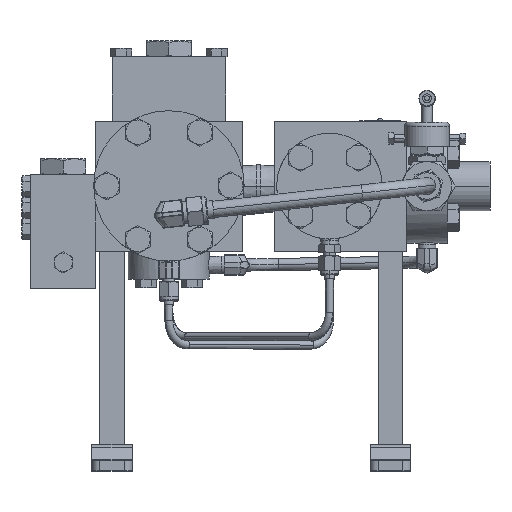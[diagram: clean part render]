
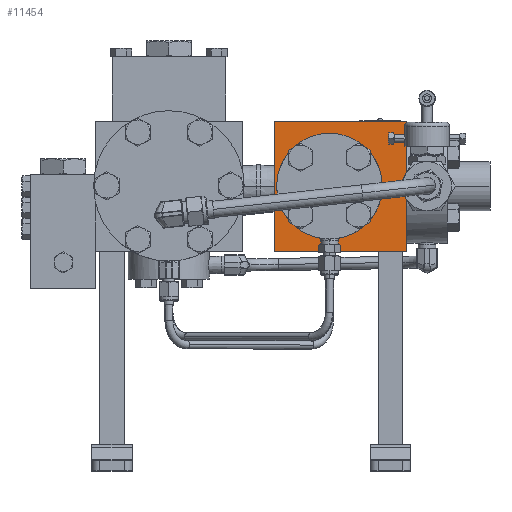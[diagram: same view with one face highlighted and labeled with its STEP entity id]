
A CAD part, top view. The second image highlights one B-rep face of the part: STEP entity #11454.
In plain terms, the highlighted planar face has unit normal (0, 0, 1).
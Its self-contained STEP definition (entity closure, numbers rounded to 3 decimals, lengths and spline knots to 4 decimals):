
#94 = EDGE_CURVE ( 'NONE', #10725, #69599, #33963, .T. ) ;
#1347 = EDGE_CURVE ( 'NONE', #10725, #48554, #21239, .T. ) ;
#1350 = CARTESIAN_POINT ( 'NONE',  ( 2.187, 1.625, 2. ) ) ;
#3817 = EDGE_CURVE ( 'NONE', #33676, #48554, #30438, .T. ) ;
#4369 = EDGE_CURVE ( 'NONE', #53059, #35117, #51021, .T. ) ;
#5054 = VECTOR ( 'NONE', #40436, 39.3701 ) ;
#10725 = VERTEX_POINT ( 'NONE', #15213 ) ;
#11454 = ADVANCED_FACE ( 'NONE', ( #64207, #35447 ), #71006, .T. ) ;
#11567 = CARTESIAN_POINT ( 'NONE',  ( 0.4685, 2., 2. ) ) ;
#15213 = CARTESIAN_POINT ( 'NONE',  ( 0.5, -2., 2. ) ) ;
#15756 = AXIS2_PLACEMENT_3D ( 'NONE', #63378, #63486, #63287 ) ;
#16564 = ORIENTED_EDGE ( 'NONE', *, *, #1347, .T. ) ;
#20392 = LINE ( 'NONE', #11567, #5054 ) ;
#20754 = DIRECTION ( 'NONE',  ( 1., 0., 0. ) ) ;
#20823 = DIRECTION ( 'NONE',  ( 0., 0., 1. ) ) ;
#20980 = CARTESIAN_POINT ( 'NONE',  ( 2.187, 0., 2. ) ) ;
#21239 = LINE ( 'NONE', #74756, #65269 ) ;
#21653 = DIRECTION ( 'NONE',  ( 0., 1., 0. ) ) ;
#22583 = ORIENTED_EDGE ( 'NONE', *, *, #71976, .T. ) ;
#23029 = EDGE_CURVE ( 'NONE', #35117, #53059, #45673, .T. ) ;
#24441 = CARTESIAN_POINT ( 'NONE',  ( 0.5, 2., 2. ) ) ;
#26351 = CARTESIAN_POINT ( 'NONE',  ( 4.562, 2., 2. ) ) ;
#30438 = LINE ( 'NONE', #71978, #74583 ) ;
#30967 = ORIENTED_EDGE ( 'NONE', *, *, #94, .F. ) ;
#31552 = AXIS2_PLACEMENT_3D ( 'NONE', #20980, #20823, #20754 ) ;
#33676 = VERTEX_POINT ( 'NONE', #26351 ) ;
#33963 = LINE ( 'NONE', #24441, #47433 ) ;
#34479 = ORIENTED_EDGE ( 'NONE', *, *, #3817, .F. ) ;
#35117 = VERTEX_POINT ( 'NONE', #65925 ) ;
#35447 = FACE_OUTER_BOUND ( 'NONE', #53658, .T. ) ;
#40436 = DIRECTION ( 'NONE',  ( -1., 0., 0. ) ) ;
#45673 = CIRCLE ( 'NONE', #31552, 1.625 ) ;
#47433 = VECTOR ( 'NONE', #21653, 39.3701 ) ;
#48554 = VERTEX_POINT ( 'NONE', #50516 ) ;
#50516 = CARTESIAN_POINT ( 'NONE',  ( 4.562, -2., 2. ) ) ;
#51021 = CIRCLE ( 'NONE', #15756, 1.625 ) ;
#53059 = VERTEX_POINT ( 'NONE', #1350 ) ;
#53394 = EDGE_LOOP ( 'NONE', ( #69116, #72287 ) ) ;
#53658 = EDGE_LOOP ( 'NONE', ( #34479, #22583, #30967, #16564 ) ) ;
#57839 = AXIS2_PLACEMENT_3D ( 'NONE', #70923, #70771, #70744 ) ;
#61553 = DIRECTION ( 'NONE',  ( 1., 0., 0. ) ) ;
#63287 = DIRECTION ( 'NONE',  ( 1., 0., 0. ) ) ;
#63378 = CARTESIAN_POINT ( 'NONE',  ( 2.187, 0., 2. ) ) ;
#63486 = DIRECTION ( 'NONE',  ( 0., 0., 1. ) ) ;
#64207 = FACE_BOUND ( 'NONE', #53394, .T. ) ;
#65269 = VECTOR ( 'NONE', #61553, 39.3701 ) ;
#65925 = CARTESIAN_POINT ( 'NONE',  ( 2.187, -1.625, 2. ) ) ;
#67599 = CARTESIAN_POINT ( 'NONE',  ( 0.5, 2., 2. ) ) ;
#69116 = ORIENTED_EDGE ( 'NONE', *, *, #4369, .F. ) ;
#69599 = VERTEX_POINT ( 'NONE', #67599 ) ;
#70744 = DIRECTION ( 'NONE',  ( 1., 0., 0. ) ) ;
#70771 = DIRECTION ( 'NONE',  ( 0., 0., 1. ) ) ;
#70923 = CARTESIAN_POINT ( 'NONE',  ( 0.4685, -2., 2. ) ) ;
#71006 = PLANE ( 'NONE',  #57839 ) ;
#71976 = EDGE_CURVE ( 'NONE', #33676, #69599, #20392, .T. ) ;
#71978 = CARTESIAN_POINT ( 'NONE',  ( 4.562, 2., 2. ) ) ;
#72287 = ORIENTED_EDGE ( 'NONE', *, *, #23029, .F. ) ;
#72832 = DIRECTION ( 'NONE',  ( 0., -1., 0. ) ) ;
#74583 = VECTOR ( 'NONE', #72832, 39.3701 ) ;
#74756 = CARTESIAN_POINT ( 'NONE',  ( 0.4685, -2., 2. ) ) ;
